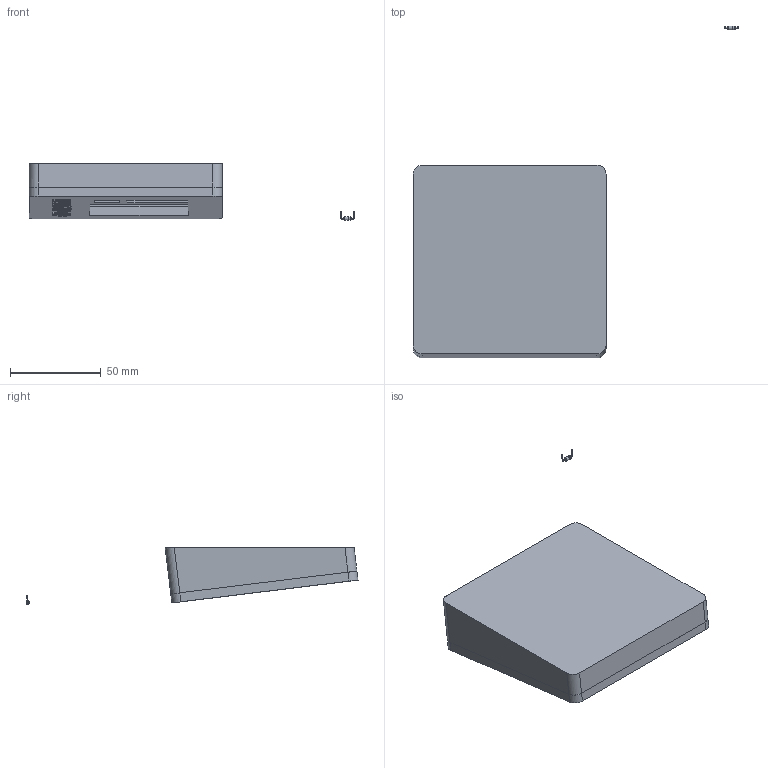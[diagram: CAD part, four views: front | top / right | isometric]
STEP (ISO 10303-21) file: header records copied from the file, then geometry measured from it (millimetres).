
FILE_DESCRIPTION(/* description */ (''),/* implementation_level */ '2;1');
FILE_NAME(/* name */ 'MangoPad.step',/* time_stamp */ '2025-07-08T20:26:25-07:00',/* author */ (''),/* organization */ (''),/* preprocessor_version */ 'ST-DEVELOPER v20.1',/* originating_system */ 'Autodesk Translation Framework v14.10.0.0',/* authorisation */ '');
FILE_SCHEMA (('AUTOMOTIVE_DESIGN { 1 0 10303 214 3 1 1 }'));
Length unit declared in the file: millimetre
Products named in the file (4): 2025-07-04-15-16-44-332; 2025-07-08-23-12-50-287; 2025-07-08-23-12-50-289; 2025-07-08-23-12-50-288
Assembly tree (11 placements, depth 3):
  2025-07-04-15-16-44-332
    2025-07-08-23-12-50-287
      2025-07-08-23-12-50-288  x9
      2025-07-08-23-12-50-289
Bounding box: 179.65 x 183.11 x 31.32 mm (x, y, z)
Volume: 188576.7 mm3; surface area: 74292.8 mm2
Topology: 22 solids, 22 shells, 669 faces, 1734 edges, 1150 vertices
Faces by surface type: plane 283, cylinder 197, bspline 153, torus 36
Full cylindrical faces by diameter (mm): 0.5 x27, 0.8 x18, 0.889 x14, 1 x9, 1.5 x18, 1.7 x18, 2 x18, 2.02 x9, 4 x9
Entity records: 19458 total; most frequent: CARTESIAN_POINT 5673, ORIENTED_EDGE 3020, DIRECTION 2318, EDGE_CURVE 1510, VERTEX_POINT 1006, LINE 896, VECTOR 896, EDGE_LOOP 766
